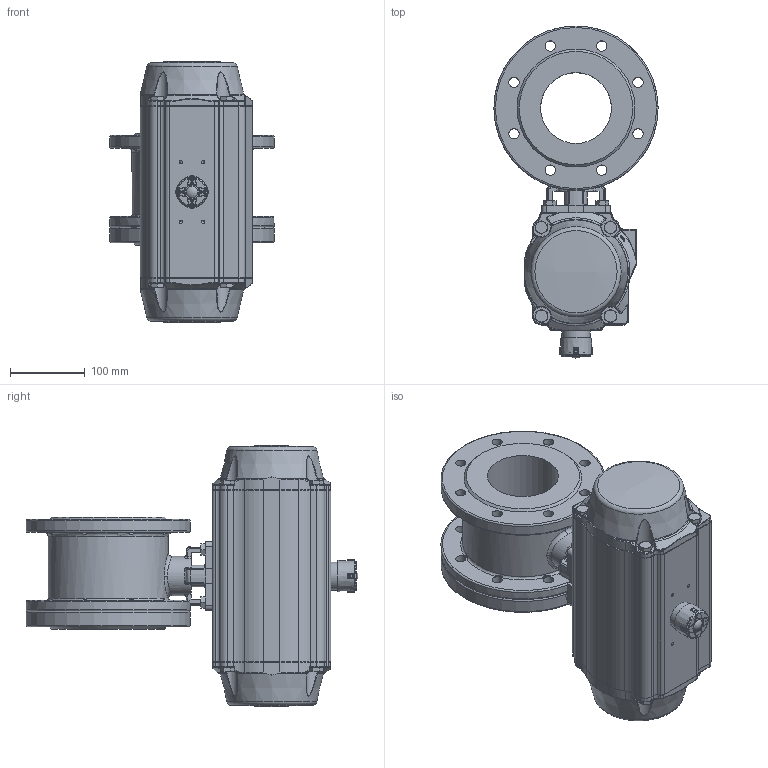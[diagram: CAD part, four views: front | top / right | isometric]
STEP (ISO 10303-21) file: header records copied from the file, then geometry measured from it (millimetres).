
FILE_DESCRIPTION(/* description */ ('Unknown','CAx-IF Rec.Pracs.---Representation and Presentation of Product Manufacturing Information (PMI)---4.0---2014-10-13','CAx-IF Rec.Pracs.---3D Tessellated Geometry---0.4---2014-09-14','2;1'),/* implementation_level */ '2;1');
FILE_NAME(/* name */ 'DW07 0931_0932-12',/* time_stamp */ '2023-09-22T08:06:48+02:00',/* author */ ('Unknown'),/* organization */ ('Unknown'),/* preprocessor_version */ 'ST-DEVELOPER v18.102',/* originating_system */ 'Solid Edge',/* authorisation */ 'Unknown');
FILE_SCHEMA (('AP242_MANAGED_MODEL_BASED_3D_ENGINEERING_MIM_LF { 1 0 10303 442 1 1 4 }'));
Products named in the file (11): DW333-8.440.100; DW07_FR06_(DW333_FR248); KP-125; ָʾ; 硌尨釱; 硌尨梓尨_酴伎; 指示标示(黄色）_红色; cup head nib bolts with large head gb_GB_FASTENER_BOLT_CHNBW M6X25-N; hexagon head bolts--product grade c gb_GB_FASTENER_BOLT_HHBC M10X45-N; 8.440.100_; M10x20
Assembly tree (22 placements, depth 4):
  DW333-8.440.100
    DW07_FR06_(DW333_FR248)
      KP-125
      ָʾ
        硌尨釱
        硌尨梓尨_酴伎  x2
        指示标示(黄色）_红色  x2
      cup head nib bolts with large head gb_GB_FASTENER_BOLT_CHNBW M6X25-N
      hexagon head bolts--product grade c gb_GB_FASTENER_BOLT_HHBC M10X45-N  x8
    8.440.100_
    M10x20  x4
Bounding box: 220 x 444.9 x 349.9 mm (x, y, z)
Volume: 9554339.6 mm3; surface area: 532331.1 mm2
Topology: 20 solids, 20 shells, 1310 faces, 3091 edges, 1837 vertices
Faces by surface type: plane 377, cylinder 372, bspline 255, cone 155, torus 132, sphere 19
Full cylindrical faces by diameter (mm): 3 x16, 3.3 x8, 4.2 x8, 4.66 x1, 5 x1, 6 x1, 6.2 x1, 6.8 x4, 8.5 x12, 10 x12, 11 x4, 11.8 x2, 13.835 x16, 30 x1, 32 x1, 36.8 x1, 38 x1, 38.5 x1, 52.5 x1, 65 x1, 95 x1, 161 x1, 220 x3
Entity records: 44217 total; most frequent: CARTESIAN_POINT 21387, ORIENTED_EDGE 4410, DIRECTION 4279, EDGE_CURVE 2205, AXIS2_PLACEMENT_3D 1767, VERTEX_POINT 1393, FACE_BOUND 1230, EDGE_LOOP 1207
